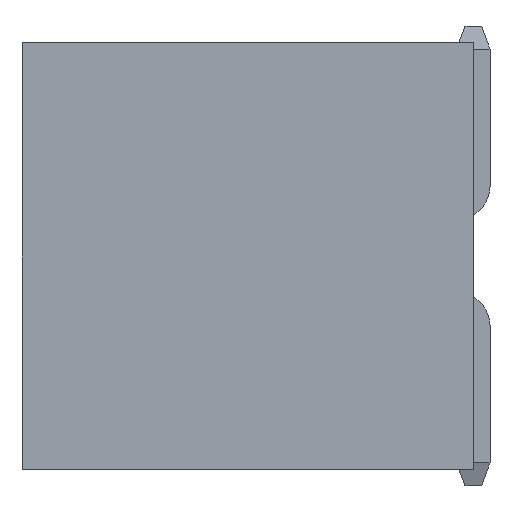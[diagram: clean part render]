
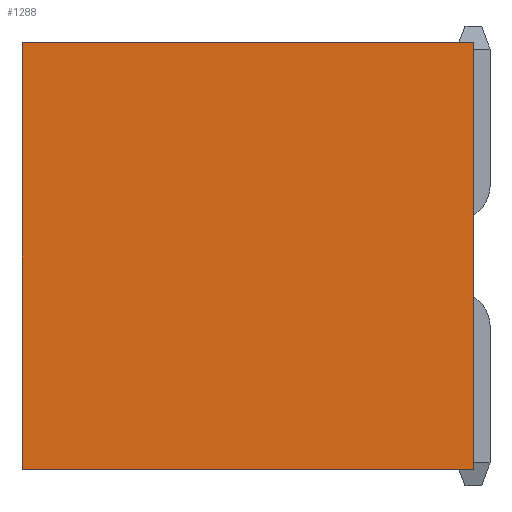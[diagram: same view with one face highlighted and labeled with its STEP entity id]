
A CAD part, left-side view. The second image highlights one B-rep face of the part: STEP entity #1288.
In plain terms, the highlighted planar face has unit normal (-1, 0, 0).
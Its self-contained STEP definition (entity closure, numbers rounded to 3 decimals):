
#262 = DIRECTION ( 'NONE',  ( 0., 0., 1. ) ) ;
#321 = EDGE_LOOP ( 'NONE', ( #1262, #1306, #1967, #1676 ) ) ;
#343 = CARTESIAN_POINT ( 'NONE',  ( -6.325, 5.4, 2.55 ) ) ;
#433 = VERTEX_POINT ( 'NONE', #641 ) ;
#496 = LINE ( 'NONE', #1394, #1199 ) ;
#509 = VERTEX_POINT ( 'NONE', #2816 ) ;
#641 = CARTESIAN_POINT ( 'NONE',  ( -6.325, 5.4, 2.55 ) ) ;
#658 = EDGE_CURVE ( 'NONE', #947, #509, #496, .T. ) ;
#721 = VERTEX_POINT ( 'NONE', #1206 ) ;
#947 = VERTEX_POINT ( 'NONE', #1429 ) ;
#961 = EDGE_CURVE ( 'NONE', #721, #433, #2395, .T. ) ;
#1058 = DIRECTION ( 'NONE',  ( 0., 0., -1. ) ) ;
#1199 = VECTOR ( 'NONE', #3172, 1000. ) ;
#1206 = CARTESIAN_POINT ( 'NONE',  ( -6.325, 5.4, -2.55 ) ) ;
#1254 = VECTOR ( 'NONE', #262, 1000. ) ;
#1262 = ORIENTED_EDGE ( 'NONE', *, *, #658, .T. ) ;
#1288 = ADVANCED_FACE ( 'NONE', ( #3718 ), #2844, .F. ) ;
#1306 = ORIENTED_EDGE ( 'NONE', *, *, #1855, .F. ) ;
#1394 = CARTESIAN_POINT ( 'NONE',  ( -6.325, 0., 2.55 ) ) ;
#1429 = CARTESIAN_POINT ( 'NONE',  ( -6.325, 0., -2.55 ) ) ;
#1478 = AXIS2_PLACEMENT_3D ( 'NONE', #1641, #2578, #1058 ) ;
#1508 = LINE ( 'NONE', #343, #2443 ) ;
#1641 = CARTESIAN_POINT ( 'NONE',  ( -6.325, 5.4, 2.55 ) ) ;
#1676 = ORIENTED_EDGE ( 'NONE', *, *, #2276, .T. ) ;
#1836 = DIRECTION ( 'NONE',  ( 0., -1., 0. ) ) ;
#1855 = EDGE_CURVE ( 'NONE', #433, #509, #1508, .T. ) ;
#1884 = DIRECTION ( 'NONE',  ( 0., -1., 0. ) ) ;
#1967 = ORIENTED_EDGE ( 'NONE', *, *, #961, .F. ) ;
#2135 = CARTESIAN_POINT ( 'NONE',  ( -6.325, 5.4, -2.55 ) ) ;
#2276 = EDGE_CURVE ( 'NONE', #721, #947, #2427, .T. ) ;
#2395 = LINE ( 'NONE', #2965, #1254 ) ;
#2427 = LINE ( 'NONE', #2135, #3163 ) ;
#2443 = VECTOR ( 'NONE', #1884, 1000. ) ;
#2578 = DIRECTION ( 'NONE',  ( 1., 0., 0. ) ) ;
#2816 = CARTESIAN_POINT ( 'NONE',  ( -6.325, 0., 2.55 ) ) ;
#2844 = PLANE ( 'NONE',  #1478 ) ;
#2965 = CARTESIAN_POINT ( 'NONE',  ( -6.325, 5.4, 2.55 ) ) ;
#3163 = VECTOR ( 'NONE', #1836, 1000. ) ;
#3172 = DIRECTION ( 'NONE',  ( 0., 0., 1. ) ) ;
#3718 = FACE_OUTER_BOUND ( 'NONE', #321, .T. ) ;
